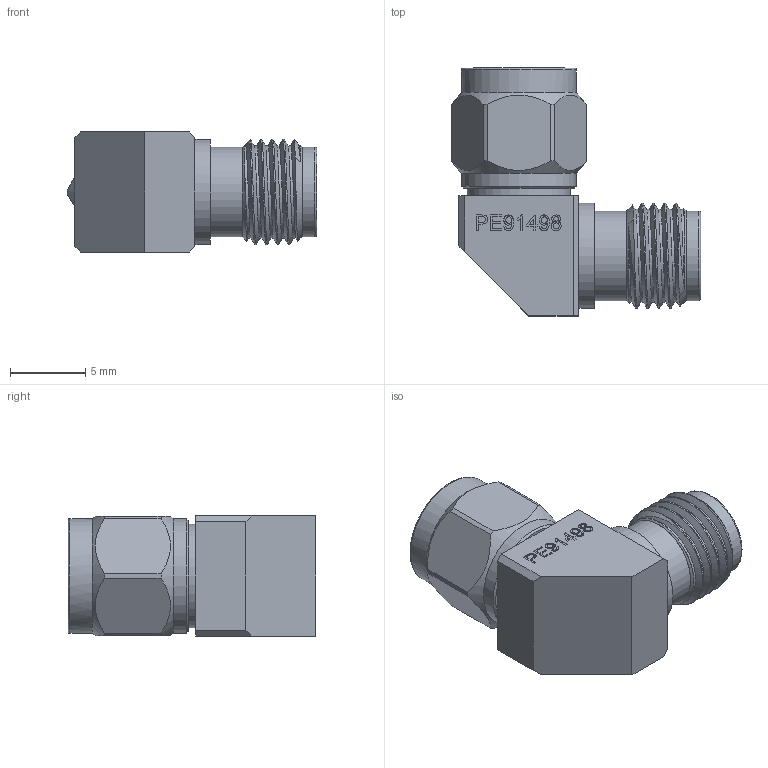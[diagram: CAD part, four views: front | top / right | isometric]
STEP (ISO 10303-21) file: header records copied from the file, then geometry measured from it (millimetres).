
FILE_DESCRIPTION (( 'STEP AP203' ), '1' );
FILE_NAME ('FMAD1198_3D.step', '2022-05-05T14:50:41', ( '' ), ( '' ), 'SwSTEP 2.0', 'SolidWorks 2021', '' );
FILE_SCHEMA (( 'CONFIG_CONTROL_DESIGN' ));
Length unit declared in the file: inch
Products named in the file (1): FMAD1198_3D
Bounding box: 16.6 x 16.5 x 8 mm (x, y, z)
Volume: 920.5 mm3; surface area: 1033.6 mm2
Topology: 1 solids, 1 shells, 200 faces, 509 edges, 338 vertices
Faces by surface type: plane 101, bspline 56, cylinder 26, cone 15, torus 2
Full cylindrical faces by diameter (mm): 0.533 x2, 0.787 x1, 0.94 x1, 2.4 x2, 4.572 x1, 4.699 x1, 5.963 x2, 6.874 x1, 7 x5, 7.641 x2
Entity records: 11079 total; most frequent: CARTESIAN_POINT 6870, ORIENTED_EDGE 914, DIRECTION 664, EDGE_CURVE 457, VERTEX_POINT 316, EDGE_LOOP 245, LINE 244, VECTOR 244
